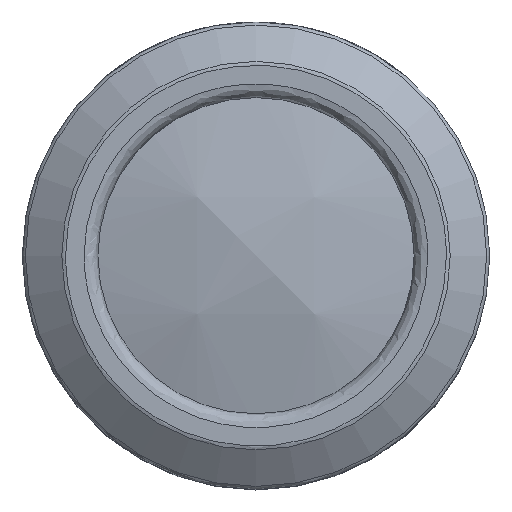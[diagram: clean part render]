
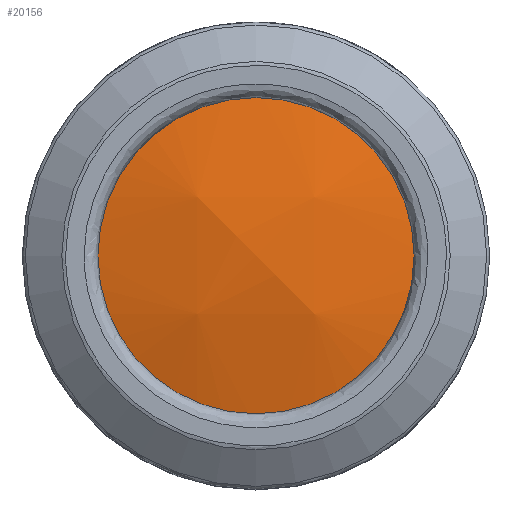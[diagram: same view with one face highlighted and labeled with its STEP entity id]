
A CAD part, top view. The second image highlights one B-rep face of the part: STEP entity #20156.
In plain terms, the highlighted free-form (B-spline) face has degree [3, 3] with [4, 4] control points.
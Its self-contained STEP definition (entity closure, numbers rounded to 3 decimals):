
#244 = CARTESIAN_POINT ( 'NONE',  ( -4.326, 4.419, 49.107 ) ) ;
#1990 = EDGE_CURVE ( 'NONE', #25737, #25737, #7448, .T. ) ;
#3114 = CARTESIAN_POINT ( 'NONE',  ( -12.51, 0., 45.846 ) ) ;
#4075 = CARTESIAN_POINT ( 'NONE',  ( 12.731, -12.151, 43.898 ) ) ;
#6975 = AXIS2_PLACEMENT_3D ( 'NONE', #24914, #11706, #42195 ) ;
#7190 = CARTESIAN_POINT ( 'NONE',  ( 4.406, 4.418, 49.098 ) ) ;
#7317 = CARTESIAN_POINT ( 'NONE',  ( 4.406, -4.471, 49.093 ) ) ;
#7448 = CIRCLE ( 'NONE', #6975, 12.51 ) ;
#10319 = EDGE_LOOP ( 'NONE', ( #25467 ) ) ;
#10577 = CARTESIAN_POINT ( 'NONE',  ( 12.731, 12.104, 43.913 ) ) ;
#10732 = CARTESIAN_POINT ( 'NONE',  ( 4.406, -12.946, 46.409 ) ) ;
#10775 =( BOUNDED_SURFACE ( )  B_SPLINE_SURFACE ( 3, 3, ( 
 ( #10577, #34000, #24358, #4075 ),
 ( #34138, #7190, #7317, #10732 ),
 ( #37693, #244, #23788, #17193 ),
 ( #40802, #27601, #17471, #31017 ) ),
 .UNSPECIFIED., .F., .F., .F. ) 
 B_SPLINE_SURFACE_WITH_KNOTS ( ( 4, 4 ),
 ( 4, 4 ),
 ( 0., 1. ),
 ( 0., 1. ),
 .UNSPECIFIED. ) 
 GEOMETRIC_REPRESENTATION_ITEM ( )  RATIONAL_B_SPLINE_SURFACE ( (
 ( 1., 0.969, 0.969, 1.),
 ( 0.969, 0.939, 0.939, 0.969),
 ( 0.969, 0.939, 0.939, 0.969),
 ( 1., 0.969, 0.969, 1.) ) ) 
 REPRESENTATION_ITEM ( '' )  SURFACE ( )  );
#11706 = DIRECTION ( 'NONE',  ( 0., 0., -1. ) ) ;
#17193 = CARTESIAN_POINT ( 'NONE',  ( -4.326, -12.949, 46.417 ) ) ;
#17471 = CARTESIAN_POINT ( 'NONE',  ( -12.656, -4.199, 46.441 ) ) ;
#20156 = ADVANCED_FACE ( 'NONE', ( #40870 ), #10775, .T. ) ;
#23788 = CARTESIAN_POINT ( 'NONE',  ( -4.326, -4.472, 49.101 ) ) ;
#24358 = CARTESIAN_POINT ( 'NONE',  ( 12.731, -4.197, 46.417 ) ) ;
#24914 = CARTESIAN_POINT ( 'NONE',  ( 0., 0., 45.846 ) ) ;
#25467 = ORIENTED_EDGE ( 'NONE', *, *, #1990, .F. ) ;
#25737 = VERTEX_POINT ( 'NONE', #3114 ) ;
#27601 = CARTESIAN_POINT ( 'NONE',  ( -12.656, 4.149, 46.447 ) ) ;
#31017 = CARTESIAN_POINT ( 'NONE',  ( -12.656, -12.158, 43.921 ) ) ;
#34000 = CARTESIAN_POINT ( 'NONE',  ( 12.731, 4.147, 46.422 ) ) ;
#34138 = CARTESIAN_POINT ( 'NONE',  ( 4.406, 12.896, 46.425 ) ) ;
#37693 = CARTESIAN_POINT ( 'NONE',  ( -4.326, 12.899, 46.432 ) ) ;
#40802 = CARTESIAN_POINT ( 'NONE',  ( -12.656, 12.111, 43.936 ) ) ;
#40870 = FACE_OUTER_BOUND ( 'NONE', #10319, .T. ) ;
#42195 = DIRECTION ( 'NONE',  ( -1., 0., 0. ) ) ;
